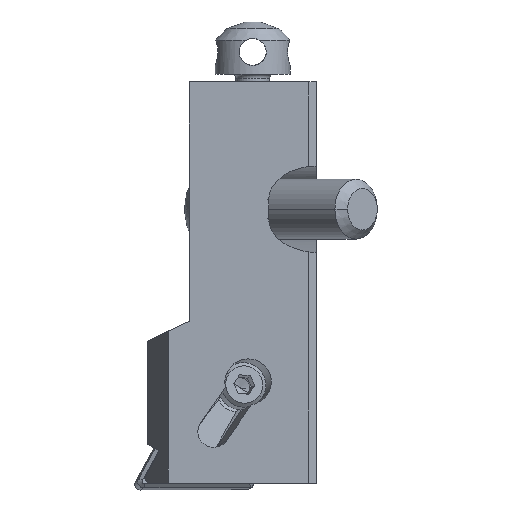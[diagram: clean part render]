
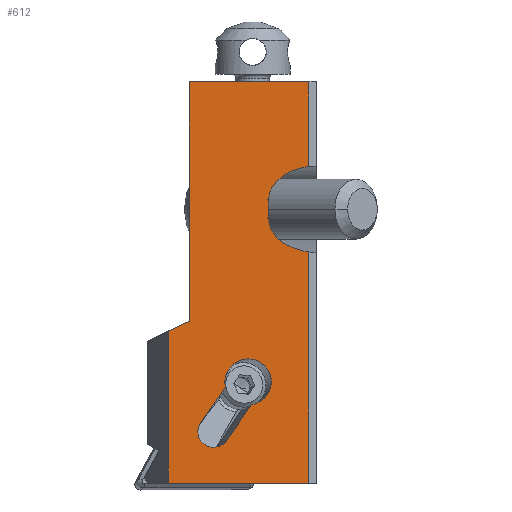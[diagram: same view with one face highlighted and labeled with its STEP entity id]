
A CAD part, front view. The second image highlights one B-rep face of the part: STEP entity #612.
In plain terms, the highlighted planar face has unit normal (0, -1, 0).
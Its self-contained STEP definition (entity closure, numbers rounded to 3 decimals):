
#612=ADVANCED_FACE('',(#1039,#1040),#846,.F.);
#846=PLANE('',#4263);
#953=B_SPLINE_CURVE_WITH_KNOTS('',3,(#5970,#5971,#5972,#5973,#5974,#5975,
#5976,#5977,#5978,#5979,#5980,#5981,#5982,#5983,#5984,#5985,#5986,#5987,
#5988,#5989,#5990,#5991,#5992,#5993,#5994,#5995,#5996,#5997,#5998,#5999,
#6000,#6001,#6002,#6003,#6004,#6005,#6006,#6007,#6008,#6009,#6010,#6011,
#6012,#6013,#6014,#6015,#6016,#6017,#6018,#6019,#6020,#6021,#6022,#6023,
#6024,#6025,#6026,#6027,#6028),.UNSPECIFIED.,.F.,.F.,(4,1,1,1,1,1,1,1,1,
1,1,1,1,1,1,1,1,1,1,1,1,1,1,1,1,1,1,1,1,1,1,1,1,1,1,1,1,1,1,1,1,1,1,1,1,
1,1,1,1,1,1,1,1,1,1,1,4),(0.,0.002,0.004,0.006,0.008,
0.012,0.016,0.02,0.023,0.031,0.039,0.047,0.055,
0.063,0.078,0.094,0.109,0.125,0.141,0.156,0.188,0.219,
0.25,0.281,0.313,0.344,0.375,0.438,0.5,0.563,0.625,0.656,0.688,
0.719,0.75,0.781,0.813,0.844,0.859,0.875,0.891,0.906,0.922,
0.938,0.945,0.953,0.961,0.969,0.977,0.98,0.984,
0.988,0.992,0.994,0.996,0.998,1.),
 .UNSPECIFIED.);
#1039=FACE_BOUND('',#1075,.T.);
#1040=FACE_BOUND('',#1076,.T.);
#1075=EDGE_LOOP('',(#1344,#1345,#1346,#1347,#1348,#1349,#1350,#1351,#1352,
#1353));
#1076=EDGE_LOOP('',(#1354,#1355,#1356,#1357,#1358));
#1327=ELLIPSE('',#4259,6.364,4.5);
#1328=ELLIPSE('',#4260,6.364,4.5);
#1329=ELLIPSE('',#4261,2.138,2.1);
#1330=ELLIPSE('',#4262,3.117,3.063);
#1344=ORIENTED_EDGE('',*,*,#2899,.T.);
#1345=ORIENTED_EDGE('',*,*,#2900,.T.);
#1346=ORIENTED_EDGE('',*,*,#2901,.T.);
#1347=ORIENTED_EDGE('',*,*,#2902,.T.);
#1348=ORIENTED_EDGE('',*,*,#2903,.T.);
#1349=ORIENTED_EDGE('',*,*,#2904,.F.);
#1350=ORIENTED_EDGE('',*,*,#2905,.T.);
#1351=ORIENTED_EDGE('',*,*,#2906,.T.);
#1352=ORIENTED_EDGE('',*,*,#2907,.T.);
#1353=ORIENTED_EDGE('',*,*,#2908,.F.);
#1354=ORIENTED_EDGE('',*,*,#2909,.T.);
#1355=ORIENTED_EDGE('',*,*,#2910,.T.);
#1356=ORIENTED_EDGE('',*,*,#2911,.T.);
#1357=ORIENTED_EDGE('',*,*,#2912,.T.);
#1358=ORIENTED_EDGE('',*,*,#2913,.T.);
#2526=VERTEX_POINT('',#5944);
#2527=VERTEX_POINT('',#5945);
#2528=VERTEX_POINT('',#5947);
#2529=VERTEX_POINT('',#5949);
#2530=VERTEX_POINT('',#5951);
#2531=VERTEX_POINT('',#5953);
#2532=VERTEX_POINT('',#5955);
#2533=VERTEX_POINT('',#5957);
#2534=VERTEX_POINT('',#5959);
#2535=VERTEX_POINT('',#5961);
#2536=VERTEX_POINT('',#5964);
#2537=VERTEX_POINT('',#5965);
#2538=VERTEX_POINT('',#5967);
#2539=VERTEX_POINT('',#5969);
#2540=VERTEX_POINT('',#6029);
#2899=EDGE_CURVE('',#2526,#2527,#3490,.T.);
#2900=EDGE_CURVE('',#2527,#2528,#1327,.T.);
#2901=EDGE_CURVE('',#2528,#2529,#3491,.T.);
#2902=EDGE_CURVE('',#2529,#2530,#3492,.T.);
#2903=EDGE_CURVE('',#2530,#2531,#3493,.T.);
#2904=EDGE_CURVE('',#2532,#2531,#3494,.T.);
#2905=EDGE_CURVE('',#2532,#2533,#3495,.T.);
#2906=EDGE_CURVE('',#2533,#2534,#3496,.T.);
#2907=EDGE_CURVE('',#2534,#2535,#3497,.T.);
#2908=EDGE_CURVE('',#2526,#2535,#1328,.T.);
#2909=EDGE_CURVE('',#2536,#2537,#1329,.T.);
#2910=EDGE_CURVE('',#2537,#2538,#3498,.T.);
#2911=EDGE_CURVE('',#2538,#2539,#1330,.T.);
#2912=EDGE_CURVE('',#2539,#2540,#953,.T.);
#2913=EDGE_CURVE('',#2540,#2536,#3499,.T.);
#3490=LINE('',#5943,#3792);
#3491=LINE('',#5948,#3793);
#3492=LINE('',#5950,#3794);
#3493=LINE('',#5952,#3795);
#3494=LINE('',#5954,#3796);
#3495=LINE('',#5956,#3797);
#3496=LINE('',#5958,#3798);
#3497=LINE('',#5960,#3799);
#3498=LINE('',#5966,#3800);
#3499=LINE('',#6030,#3801);
#3792=VECTOR('',#4748,1.);
#3793=VECTOR('',#4751,1.);
#3794=VECTOR('',#4752,1.);
#3795=VECTOR('',#4753,1.);
#3796=VECTOR('',#4754,1.);
#3797=VECTOR('',#4755,1.);
#3798=VECTOR('',#4756,1.);
#3799=VECTOR('',#4757,1.);
#3800=VECTOR('',#4762,1.);
#3801=VECTOR('',#4765,1.);
#4259=AXIS2_PLACEMENT_3D('',#5946,#4749,#4750);
#4260=AXIS2_PLACEMENT_3D('',#5962,#4758,#4759);
#4261=AXIS2_PLACEMENT_3D('',#5963,#4760,#4761);
#4262=AXIS2_PLACEMENT_3D('',#5968,#4763,#4764);
#4263=AXIS2_PLACEMENT_3D('',#6031,#4766,#4767);
#4748=DIRECTION('',(0.,0.,1.));
#4749=DIRECTION('',(0.,1.,0.));
#4750=DIRECTION('',(-1.,0.,0.));
#4751=DIRECTION('',(0.,0.,1.));
#4752=DIRECTION('',(-1.,0.,0.));
#4753=DIRECTION('',(0.,0.,-1.));
#4754=DIRECTION('',(0.906,0.,0.423));
#4755=DIRECTION('',(0.,0.,-1.));
#4756=DIRECTION('',(1.,0.,0.));
#4757=DIRECTION('',(0.,0.,1.));
#4758=DIRECTION('',(0.,-1.,0.));
#4759=DIRECTION('',(-1.,0.,0.));
#4760=DIRECTION('',(0.,1.,0.));
#4761=DIRECTION('',(-0.833,0.,-0.553));
#4762=DIRECTION('',(0.568,0.,0.823));
#4763=DIRECTION('',(0.,1.,0.));
#4764=DIRECTION('',(-0.833,0.,-0.553));
#4765=DIRECTION('',(-0.568,0.,-0.823));
#4766=DIRECTION('',(0.,1.,0.));
#4767=DIRECTION('',(0.,0.,-1.));
#5943=CARTESIAN_POINT('',(-6.364,0.,-18.25));
#5944=CARTESIAN_POINT('',(-6.364,0.,-18.25));
#5945=CARTESIAN_POINT('',(-6.364,0.,-15.75));
#5946=CARTESIAN_POINT('',(0.,0.,-15.75));
#5947=CARTESIAN_POINT('',(-1.,0.,-11.306));
#5948=CARTESIAN_POINT('',(-1.,0.,-11.306));
#5949=CARTESIAN_POINT('',(-1.,0.,0.));
#5950=CARTESIAN_POINT('',(-1.,0.,0.));
#5951=CARTESIAN_POINT('',(-17.,0.,0.));
#5952=CARTESIAN_POINT('',(-17.,0.,0.));
#5953=CARTESIAN_POINT('',(-17.,0.,-32.));
#5954=CARTESIAN_POINT('',(-19.764,0.,-33.289));
#5955=CARTESIAN_POINT('',(-19.764,0.,-33.289));
#5956=CARTESIAN_POINT('',(-19.764,0.,-33.289));
#5957=CARTESIAN_POINT('',(-19.764,0.,-53.582));
#5958=CARTESIAN_POINT('',(-19.764,0.,-53.582));
#5959=CARTESIAN_POINT('',(-1.,0.,-53.582));
#5960=CARTESIAN_POINT('',(-1.,0.,-53.582));
#5961=CARTESIAN_POINT('',(-1.,0.,-22.694));
#5962=CARTESIAN_POINT('',(0.,0.,-18.25));
#5963=CARTESIAN_POINT('',(-13.697,0.,-46.697));
#5964=CARTESIAN_POINT('',(-11.95,0.,-47.872));
#5965=CARTESIAN_POINT('',(-15.444,0.,-45.522));
#5966=CARTESIAN_POINT('',(-15.444,0.,-45.522));
#5967=CARTESIAN_POINT('',(-12.157,0.,-40.763));
#5968=CARTESIAN_POINT('',(-9.123,0.,-40.076));
#5969=CARTESIAN_POINT('',(-9.073,0.,-36.997));
#5970=CARTESIAN_POINT('',(-9.073,0.,-36.997));
#5971=CARTESIAN_POINT('',(-9.024,0.,-36.997));
#5972=CARTESIAN_POINT('',(-8.95,0.,-36.999));
#5973=CARTESIAN_POINT('',(-8.862,0.,-37.003));
#5974=CARTESIAN_POINT('',(-8.789,0.,-37.009));
#5975=CARTESIAN_POINT('',(-8.702,0.,-37.018));
#5976=CARTESIAN_POINT('',(-8.61,0.,-37.031));
#5977=CARTESIAN_POINT('',(-8.513,0.,-37.047));
#5978=CARTESIAN_POINT('',(-8.428,0.,-37.064));
#5979=CARTESIAN_POINT('',(-8.324,0.,-37.087));
#5980=CARTESIAN_POINT('',(-8.209,0.,-37.118));
#5981=CARTESIAN_POINT('',(-8.088,0.,-37.156));
#5982=CARTESIAN_POINT('',(-7.979,0.,-37.195));
#5983=CARTESIAN_POINT('',(-7.879,0.,-37.235));
#5984=CARTESIAN_POINT('',(-7.756,0.,-37.289));
#5985=CARTESIAN_POINT('',(-7.618,0.,-37.358));
#5986=CARTESIAN_POINT('',(-7.472,0.,-37.442));
#5987=CARTESIAN_POINT('',(-7.34,0.,-37.527));
#5988=CARTESIAN_POINT('',(-7.22,0.,-37.613));
#5989=CARTESIAN_POINT('',(-7.11,0.,-37.7));
#5990=CARTESIAN_POINT('',(-6.975,0.,-37.818));
#5991=CARTESIAN_POINT('',(-6.827,0.,-37.965));
#5992=CARTESIAN_POINT('',(-6.673,0.,-38.145));
#5993=CARTESIAN_POINT('',(-6.54,0.,-38.326));
#5994=CARTESIAN_POINT('',(-6.426,0.,-38.509));
#5995=CARTESIAN_POINT('',(-6.328,0.,-38.693));
#5996=CARTESIAN_POINT('',(-6.245,0.,-38.879));
#5997=CARTESIAN_POINT('',(-6.153,0.,-39.127));
#5998=CARTESIAN_POINT('',(-6.071,0.,-39.441));
#5999=CARTESIAN_POINT('',(-6.021,0.,-39.821));
#6000=CARTESIAN_POINT('',(-6.02,0.,-40.206));
#6001=CARTESIAN_POINT('',(-6.059,0.,-40.529));
#6002=CARTESIAN_POINT('',(-6.117,0.,-40.79));
#6003=CARTESIAN_POINT('',(-6.174,0.,-40.987));
#6004=CARTESIAN_POINT('',(-6.247,0.,-41.185));
#6005=CARTESIAN_POINT('',(-6.336,0.,-41.385));
#6006=CARTESIAN_POINT('',(-6.443,0.,-41.586));
#6007=CARTESIAN_POINT('',(-6.571,0.,-41.788));
#6008=CARTESIAN_POINT('',(-6.698,0.,-41.959));
#6009=CARTESIAN_POINT('',(-6.816,0.,-42.097));
#6010=CARTESIAN_POINT('',(-6.913,0.,-42.201));
#6011=CARTESIAN_POINT('',(-7.02,0.,-42.306));
#6012=CARTESIAN_POINT('',(-7.139,0.,-42.412));
#6013=CARTESIAN_POINT('',(-7.273,0.,-42.519));
#6014=CARTESIAN_POINT('',(-7.4,0.,-42.609));
#6015=CARTESIAN_POINT('',(-7.515,0.,-42.683));
#6016=CARTESIAN_POINT('',(-7.608,0.,-42.739));
#6017=CARTESIAN_POINT('',(-7.711,0.,-42.795));
#6018=CARTESIAN_POINT('',(-7.826,0.,-42.852));
#6019=CARTESIAN_POINT('',(-7.935,0.,-42.902));
#6020=CARTESIAN_POINT('',(-8.035,0.,-42.942));
#6021=CARTESIAN_POINT('',(-8.117,0.,-42.973));
#6022=CARTESIAN_POINT('',(-8.21,0.,-43.004));
#6023=CARTESIAN_POINT('',(-8.3,0.,-43.032));
#6024=CARTESIAN_POINT('',(-8.384,0.,-43.054));
#6025=CARTESIAN_POINT('',(-8.456,0.,-43.072));
#6026=CARTESIAN_POINT('',(-8.542,0.,-43.092));
#6027=CARTESIAN_POINT('',(-8.615,0.,-43.105));
#6028=CARTESIAN_POINT('',(-8.663,0.,-43.113));
#6029=CARTESIAN_POINT('',(-8.663,0.,-43.113));
#6030=CARTESIAN_POINT('',(-8.663,0.,-43.113));
#6031=CARTESIAN_POINT('',(-10.382,0.,-26.791));
